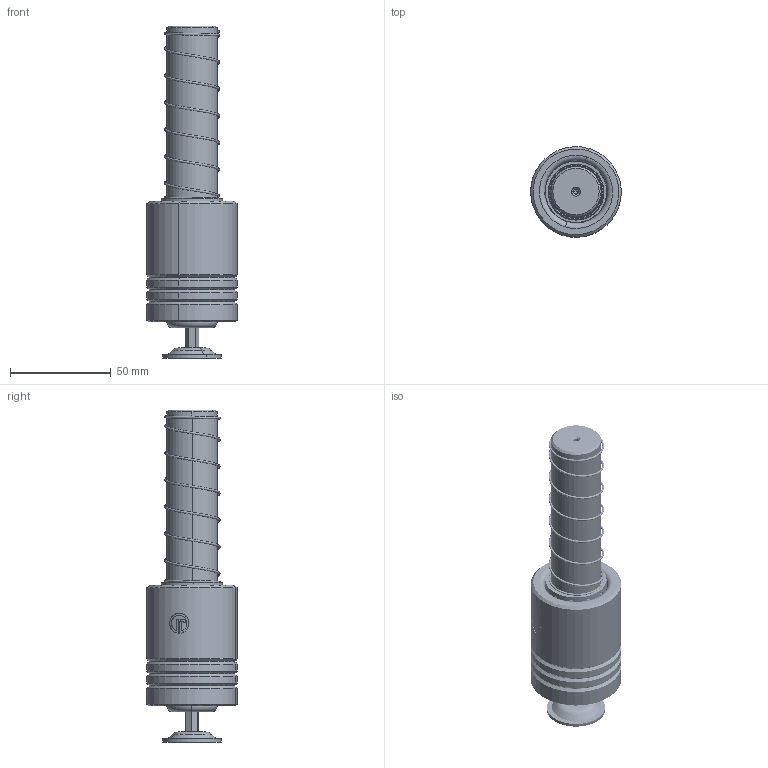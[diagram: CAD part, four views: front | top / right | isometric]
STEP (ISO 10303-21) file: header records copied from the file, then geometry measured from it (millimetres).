
FILE_DESCRIPTION (( 'STEP AP214' ), '1' );
FILE_NAME ('LMSH LMJH-D25-L150(BL-60).STEP', '2021-08-12T08:09:40', ( '' ), ( '' ), 'SwSTEP 2.0', 'SolidWorks 2016', '' );
FILE_SCHEMA (( 'AUTOMOTIVE_DESIGN' ));
Length unit declared in the file: millimetre
Products named in the file (263): BALL-D3; GTM-29郪蚾; DSPM-D25-L150; GTM-M12蹟簽; GTM-3-縐种; GTM-29; LMSH LMJH-D25-L150(BL-60); BSH-D30.5-25.5-L60郪蚾; TBB-D45-d31-L60; HWP-D27.5-d25.5-L80; BSH-30.5-25.5-L60
Assembly tree (256 placements, depth 3):
  BALL-D3
  BALL-D3
  BALL-D3
  BALL-D3
  BALL-D3
Bounding box: 44.93 x 44.93 x 165 mm (x, y, z)
Volume: 133612.4 mm3; surface area: 58417.9 mm2
Topology: 249 solids, 249 shells, 1137 faces, 4806 edges, 3194 vertices
Faces by surface type: sphere 968, cylinder 50, plane 41, cone 34, torus 22, bspline 22
Entity records: 51001 total; most frequent: CARTESIAN_POINT 29398, ORIENTED_EDGE 3778, DIRECTION 3244, EDGE_CURVE 1889, AXIS2_PLACEMENT_3D 1540, VERTEX_POINT 1238, EDGE_LOOP 1135, B_SPLINE_CURVE_WITH_KNOTS 1064
